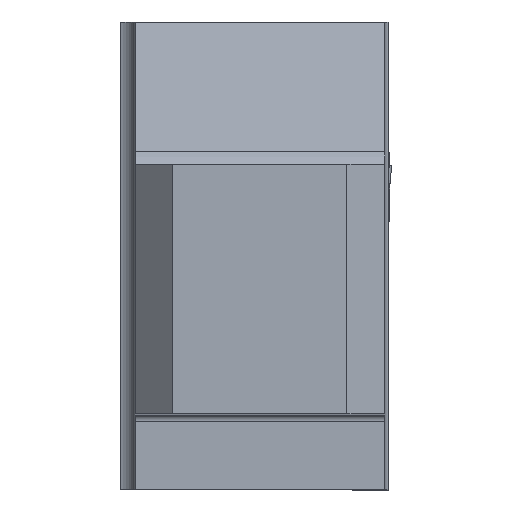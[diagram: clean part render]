
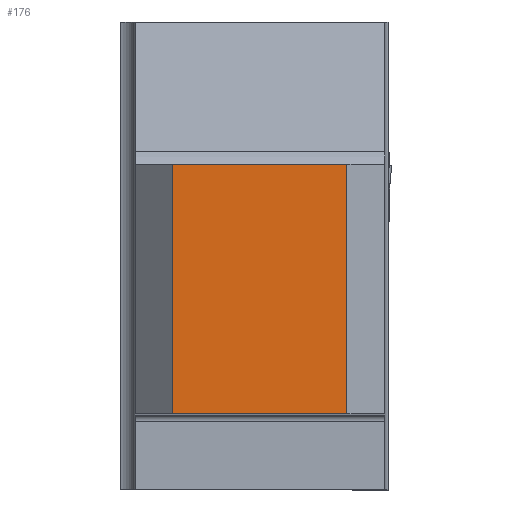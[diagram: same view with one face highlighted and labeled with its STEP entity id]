
A CAD part, top view. The second image highlights one B-rep face of the part: STEP entity #176.
In plain terms, the highlighted planar face has unit normal (0, 0, 1).
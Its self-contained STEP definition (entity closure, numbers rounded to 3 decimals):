
#176=ADVANCED_FACE('CU_BACK_SU1',(#291),#238,.F.);
#238=PLANE('',#1438);
#291=FACE_OUTER_BOUND('',#357,.T.);
#357=EDGE_LOOP('',(#518,#519,#520,#521));
#518=ORIENTED_EDGE('',*,*,#961,.F.);
#519=ORIENTED_EDGE('',*,*,#962,.T.);
#520=ORIENTED_EDGE('',*,*,#963,.T.);
#521=ORIENTED_EDGE('',*,*,#959,.F.);
#822=VERTEX_POINT('',#2013);
#823=VERTEX_POINT('',#2015);
#824=VERTEX_POINT('',#2019);
#825=VERTEX_POINT('',#2021);
#959=EDGE_CURVE('',#822,#823,#1118,.T.);
#961=EDGE_CURVE('',#824,#822,#1120,.T.);
#962=EDGE_CURVE('',#824,#825,#1121,.T.);
#963=EDGE_CURVE('',#825,#823,#1122,.T.);
#1118=LINE('',#2014,#1256);
#1120=LINE('',#2018,#1258);
#1121=LINE('',#2020,#1259);
#1122=LINE('',#2022,#1260);
#1256=VECTOR('',#1626,1.);
#1258=VECTOR('',#1630,1.);
#1259=VECTOR('',#1631,1.);
#1260=VECTOR('',#1632,1.);
#1438=AXIS2_PLACEMENT_3D('',#2023,#1633,#1634);
#1626=DIRECTION('',(1.,0.,0.));
#1630=DIRECTION('',(0.,1.,0.));
#1631=DIRECTION('',(1.,0.,0.));
#1632=DIRECTION('',(0.,1.,0.));
#1633=DIRECTION('',(0.,0.,-1.));
#1634=DIRECTION('',(-1.,0.,0.));
#2013=CARTESIAN_POINT('',(3.,19.925,0.));
#2014=CARTESIAN_POINT('',(-110.,19.925,0.));
#2015=CARTESIAN_POINT('',(16.925,19.925,0.));
#2018=CARTESIAN_POINT('',(3.,0.,0.));
#2019=CARTESIAN_POINT('',(3.,0.,0.));
#2020=CARTESIAN_POINT('',(-110.,0.,0.));
#2021=CARTESIAN_POINT('',(16.925,0.,0.));
#2022=CARTESIAN_POINT('',(16.925,0.,0.));
#2023=CARTESIAN_POINT('',(43.554,39.925,0.));
